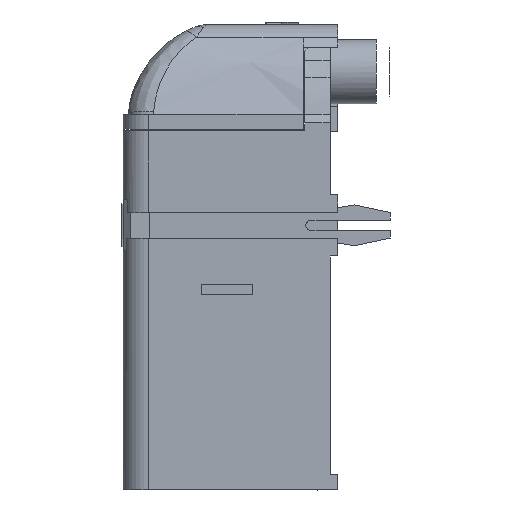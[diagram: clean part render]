
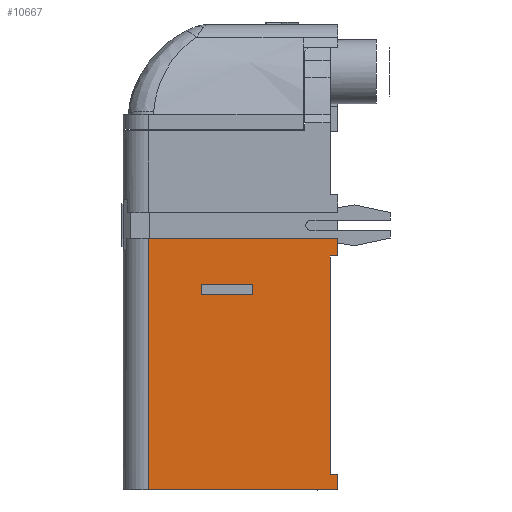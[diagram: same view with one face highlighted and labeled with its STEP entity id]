
A CAD part, left-side view. The second image highlights one B-rep face of the part: STEP entity #10667.
In plain terms, the highlighted face is planar.
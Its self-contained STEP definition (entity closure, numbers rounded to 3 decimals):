
#164=FACE_BOUND('',#1433,.T.);
#404=PLANE('',#11380);
#826=FACE_OUTER_BOUND('',#1432,.T.);
#1432=EDGE_LOOP('',(#7582,#7583,#7584,#7585,#7586,#7587,#7588,#7589));
#1433=EDGE_LOOP('',(#7590,#7591,#7592,#7593));
#2051=LINE('',#14958,#3217);
#2172=LINE('',#15267,#3338);
#2173=LINE('',#15270,#3339);
#2174=LINE('',#15272,#3340);
#2175=LINE('',#15274,#3341);
#2176=LINE('',#15276,#3342);
#2177=LINE('',#15278,#3343);
#2178=LINE('',#15279,#3344);
#2179=LINE('',#15282,#3345);
#2180=LINE('',#15284,#3346);
#2181=LINE('',#15286,#3347);
#2182=LINE('',#15287,#3348);
#3217=VECTOR('',#12184,1000.);
#3338=VECTOR('',#12429,1000.);
#3339=VECTOR('',#12432,1000.);
#3340=VECTOR('',#12433,1000.);
#3341=VECTOR('',#12434,1000.);
#3342=VECTOR('',#12435,1000.);
#3343=VECTOR('',#12436,1000.);
#3344=VECTOR('',#12437,1000.);
#3345=VECTOR('',#12438,1000.);
#3346=VECTOR('',#12439,1000.);
#3347=VECTOR('',#12440,1000.);
#3348=VECTOR('',#12441,1000.);
#4664=VERTEX_POINT('',#14955);
#4665=VERTEX_POINT('',#14957);
#4771=VERTEX_POINT('',#15265);
#4772=VERTEX_POINT('',#15269);
#4773=VERTEX_POINT('',#15271);
#4774=VERTEX_POINT('',#15273);
#4775=VERTEX_POINT('',#15275);
#4776=VERTEX_POINT('',#15277);
#4777=VERTEX_POINT('',#15280);
#4778=VERTEX_POINT('',#15281);
#4779=VERTEX_POINT('',#15283);
#4780=VERTEX_POINT('',#15285);
#5729=EDGE_CURVE('',#4665,#4664,#2051,.T.);
#5878=EDGE_CURVE('',#4664,#4771,#2172,.T.);
#5879=EDGE_CURVE('',#4772,#4771,#2173,.T.);
#5880=EDGE_CURVE('',#4773,#4772,#2174,.T.);
#5881=EDGE_CURVE('',#4774,#4773,#2175,.T.);
#5882=EDGE_CURVE('',#4775,#4774,#2176,.T.);
#5883=EDGE_CURVE('',#4776,#4775,#2177,.T.);
#5884=EDGE_CURVE('',#4665,#4776,#2178,.T.);
#5885=EDGE_CURVE('',#4777,#4778,#2179,.T.);
#5886=EDGE_CURVE('',#4779,#4777,#2180,.T.);
#5887=EDGE_CURVE('',#4780,#4779,#2181,.T.);
#5888=EDGE_CURVE('',#4778,#4780,#2182,.T.);
#7582=ORIENTED_EDGE('',*,*,#5879,.F.);
#7583=ORIENTED_EDGE('',*,*,#5880,.F.);
#7584=ORIENTED_EDGE('',*,*,#5881,.F.);
#7585=ORIENTED_EDGE('',*,*,#5882,.F.);
#7586=ORIENTED_EDGE('',*,*,#5883,.F.);
#7587=ORIENTED_EDGE('',*,*,#5884,.F.);
#7588=ORIENTED_EDGE('',*,*,#5729,.T.);
#7589=ORIENTED_EDGE('',*,*,#5878,.T.);
#7590=ORIENTED_EDGE('',*,*,#5885,.F.);
#7591=ORIENTED_EDGE('',*,*,#5886,.F.);
#7592=ORIENTED_EDGE('',*,*,#5887,.F.);
#7593=ORIENTED_EDGE('',*,*,#5888,.F.);
#10667=ADVANCED_FACE('',(#826,#164),#404,.F.);
#11380=AXIS2_PLACEMENT_3D('',#15268,#12430,#12431);
#12184=DIRECTION('',(0.,0.,-1.));
#12429=DIRECTION('',(0.,-1.,0.));
#12430=DIRECTION('center_axis',(-1.,0.,0.));
#12431=DIRECTION('ref_axis',(0.,0.,1.));
#12432=DIRECTION('',(0.,0.,1.));
#12433=DIRECTION('',(0.,-1.,0.));
#12434=DIRECTION('',(0.,0.,-1.));
#12435=DIRECTION('',(0.,1.,0.));
#12436=DIRECTION('',(0.,0.,1.));
#12437=DIRECTION('',(0.,-1.,0.));
#12438=DIRECTION('',(0.,-1.,0.));
#12439=DIRECTION('',(0.,0.,1.));
#12440=DIRECTION('',(0.,1.,0.));
#12441=DIRECTION('',(0.,0.,-1.));
#14955=CARTESIAN_POINT('',(7.75,-4.05,4.85));
#14957=CARTESIAN_POINT('',(7.75,-4.05,13.4));
#14958=CARTESIAN_POINT('',(7.75,-4.05,14.));
#15265=CARTESIAN_POINT('',(7.75,-4.35,4.85));
#15267=CARTESIAN_POINT('',(7.75,-4.35,4.85));
#15268=CARTESIAN_POINT('Origin',(7.75,4.05,14.));
#15269=CARTESIAN_POINT('',(7.75,-4.35,4.15));
#15270=CARTESIAN_POINT('',(7.75,-4.35,14.));
#15271=CARTESIAN_POINT('',(7.75,3.05,4.15));
#15272=CARTESIAN_POINT('',(7.75,4.05,4.15));
#15273=CARTESIAN_POINT('',(7.75,3.05,14.));
#15274=CARTESIAN_POINT('',(7.75,3.05,14.));
#15275=CARTESIAN_POINT('',(7.75,-4.35,14.));
#15276=CARTESIAN_POINT('',(7.75,4.05,14.));
#15277=CARTESIAN_POINT('',(7.75,-4.35,13.4));
#15278=CARTESIAN_POINT('',(7.75,-4.35,14.));
#15279=CARTESIAN_POINT('',(7.75,4.05,13.4));
#15280=CARTESIAN_POINT('',(7.75,1.,6.35));
#15281=CARTESIAN_POINT('',(7.75,-1.,6.35));
#15282=CARTESIAN_POINT('',(7.75,4.05,6.35));
#15283=CARTESIAN_POINT('',(7.75,1.,5.95));
#15284=CARTESIAN_POINT('',(7.75,1.,14.));
#15285=CARTESIAN_POINT('',(7.75,-1.,5.95));
#15286=CARTESIAN_POINT('',(7.75,4.05,5.95));
#15287=CARTESIAN_POINT('',(7.75,-1.,14.));
